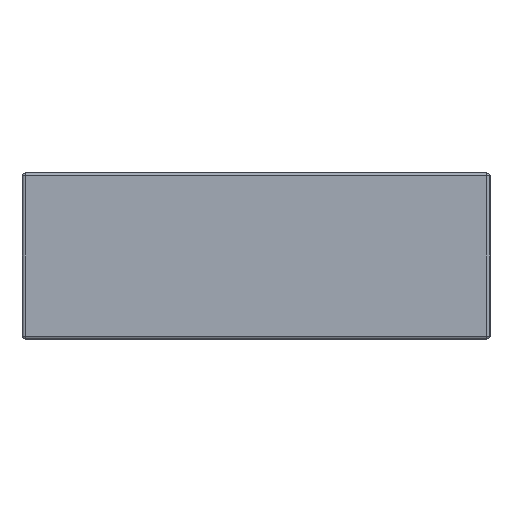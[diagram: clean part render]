
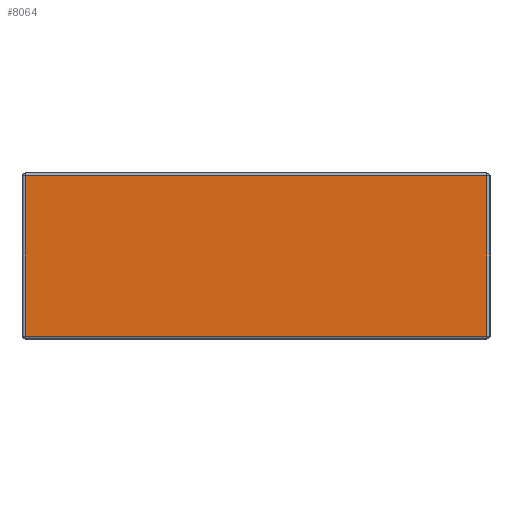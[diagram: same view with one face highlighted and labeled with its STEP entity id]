
A CAD part, left-side view. The second image highlights one B-rep face of the part: STEP entity #8064.
In plain terms, the highlighted planar face has unit normal (-1, 0, 0).
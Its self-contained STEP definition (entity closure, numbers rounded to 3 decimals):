
#814 = VECTOR ( 'NONE', #3859, 1000. ) ;
#815 = VERTEX_POINT ( 'NONE', #2673 ) ;
#1100 = VERTEX_POINT ( 'NONE', #8447 ) ;
#1314 = ORIENTED_EDGE ( 'NONE', *, *, #4984, .T. ) ;
#1575 = LINE ( 'NONE', #7051, #814 ) ;
#1807 = DIRECTION ( 'NONE',  ( 0., 0., -1. ) ) ;
#2194 = CARTESIAN_POINT ( 'NONE',  ( -1.505, 0.765, 0.01 ) ) ;
#2329 = LINE ( 'NONE', #3176, #9952 ) ;
#2673 = CARTESIAN_POINT ( 'NONE',  ( -1.505, 0.765, 0.54 ) ) ;
#2685 = ORIENTED_EDGE ( 'NONE', *, *, #3671, .T. ) ;
#2691 = EDGE_LOOP ( 'NONE', ( #1314, #2685, #7706, #2941 ) ) ;
#2941 = ORIENTED_EDGE ( 'NONE', *, *, #3980, .T. ) ;
#3073 = DIRECTION ( 'NONE',  ( 0., 1., 0. ) ) ;
#3176 = CARTESIAN_POINT ( 'NONE',  ( -1.505, 0.775, 0.01 ) ) ;
#3275 = FACE_OUTER_BOUND ( 'NONE', #2691, .T. ) ;
#3671 = EDGE_CURVE ( 'NONE', #815, #3765, #5623, .T. ) ;
#3765 = VERTEX_POINT ( 'NONE', #2194 ) ;
#3859 = DIRECTION ( 'NONE',  ( 0., 0., 1. ) ) ;
#3980 = EDGE_CURVE ( 'NONE', #1100, #6138, #1575, .T. ) ;
#4525 = AXIS2_PLACEMENT_3D ( 'NONE', #6183, #7754, #7081 ) ;
#4617 = LINE ( 'NONE', #7763, #6074 ) ;
#4858 = CARTESIAN_POINT ( 'NONE',  ( -1.505, 0.765, 0.55 ) ) ;
#4984 = EDGE_CURVE ( 'NONE', #6138, #815, #4617, .T. ) ;
#5430 = PLANE ( 'NONE',  #4525 ) ;
#5623 = LINE ( 'NONE', #4858, #7139 ) ;
#6074 = VECTOR ( 'NONE', #3073, 1000. ) ;
#6138 = VERTEX_POINT ( 'NONE', #9159 ) ;
#6183 = CARTESIAN_POINT ( 'NONE',  ( -1.505, 0.775, 0.55 ) ) ;
#7051 = CARTESIAN_POINT ( 'NONE',  ( -1.505, -0.765, 0.55 ) ) ;
#7081 = DIRECTION ( 'NONE',  ( 0., 0., -1. ) ) ;
#7139 = VECTOR ( 'NONE', #1807, 1000. ) ;
#7706 = ORIENTED_EDGE ( 'NONE', *, *, #9630, .T. ) ;
#7754 = DIRECTION ( 'NONE',  ( 1., 0., 0. ) ) ;
#7763 = CARTESIAN_POINT ( 'NONE',  ( -1.505, 0.775, 0.54 ) ) ;
#8064 = ADVANCED_FACE ( 'NONE', ( #3275 ), #5430, .F. ) ;
#8447 = CARTESIAN_POINT ( 'NONE',  ( -1.505, -0.765, 0.01 ) ) ;
#8738 = DIRECTION ( 'NONE',  ( 0., -1., 0. ) ) ;
#9159 = CARTESIAN_POINT ( 'NONE',  ( -1.505, -0.765, 0.54 ) ) ;
#9630 = EDGE_CURVE ( 'NONE', #3765, #1100, #2329, .T. ) ;
#9952 = VECTOR ( 'NONE', #8738, 1000. ) ;
